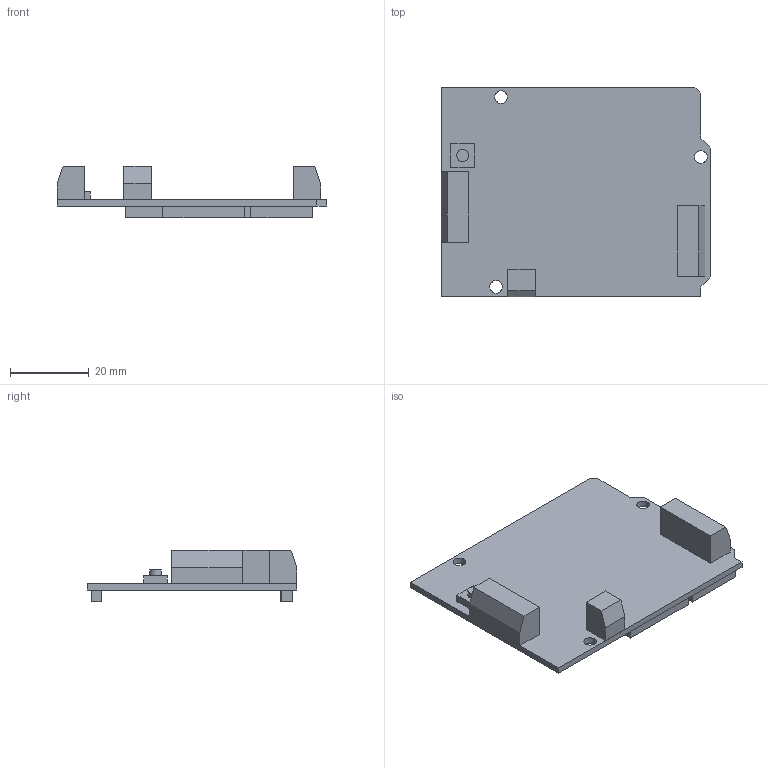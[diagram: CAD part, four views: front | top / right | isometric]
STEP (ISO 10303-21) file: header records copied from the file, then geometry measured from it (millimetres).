
FILE_DESCRIPTION(/* description */ (''),/* implementation_level */ '2;1');
FILE_NAME(/* name */ '1438 Adafruit MotorShield.step',/* time_stamp */ '2018-07-07T15:28:34-04:00',/* author */ ('Adafruit'),/* organization */ (''),/* preprocessor_version */ 'ST-DEVELOPER v17',/* originating_system */ 'Autodesk Translation Framework v7.1.0.215',/* authorisation */ '');
FILE_SCHEMA (('AUTOMOTIVE_DESIGN { 1 0 10303 214 3 1 1 }'));
Length unit declared in the file: millimetre
Products named in the file (1): Adafruit MotorShield V2
Bounding box: 68.58 x 53.34 x 13.14 mm (x, y, z)
Volume: 9057.5 mm3; surface area: 10384.1 mm2
Topology: 9 solids, 9 shells, 67 faces, 144 edges, 96 vertices
Faces by surface type: plane 63, cylinder 4
Full cylindrical faces by diameter (mm): 3 x1, 3.2 x3
Entity records: 1846 total; most frequent: CARTESIAN_POINT 308, ORIENTED_EDGE 288, DIRECTION 288, EDGE_CURVE 144, LINE 136, VECTOR 136, VERTEX_POINT 96, AXIS2_PLACEMENT_3D 76
